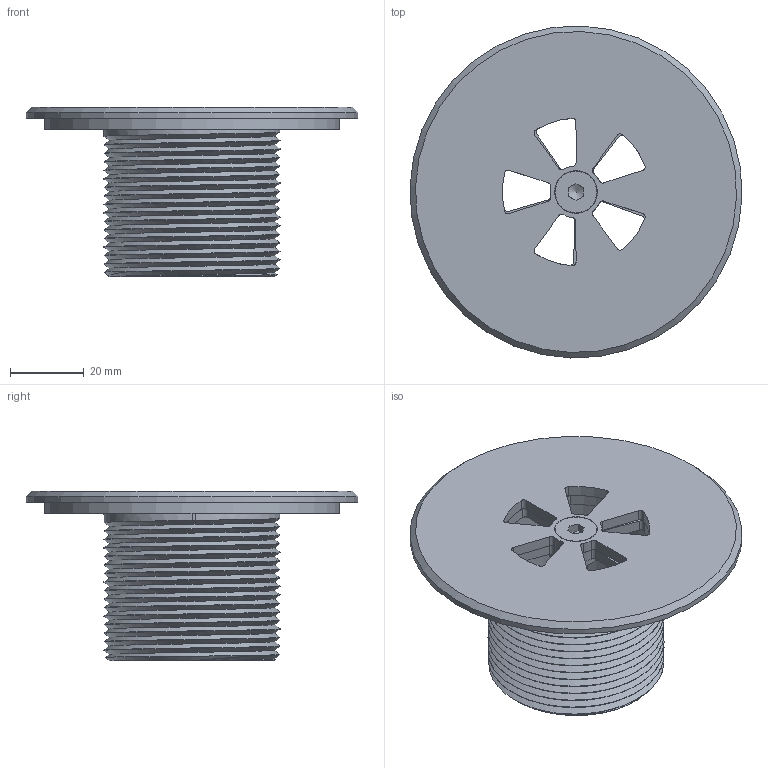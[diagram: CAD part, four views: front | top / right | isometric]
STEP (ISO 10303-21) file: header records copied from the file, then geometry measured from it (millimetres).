
FILE_DESCRIPTION(('STEP AP214'), '1');
FILE_NAME('Ð07-05 Ôîðñóíêà ðåãóëèðóåìàÿ ô90 (ÍÐ 1.5) ïëèòêà', '2025-10-10T11:08:07', ('Runwill'), (''), 'C3D Converter', 'C3D Toolkit', '');
FILE_SCHEMA(('AUTOMOTIVE_DESIGN { 1 0 10303 214 3 1 1}'));
Length unit declared in the file: millimetre
Assembly tree (4 placements, depth 3):
  (unnamed)
    (unnamed)
    (unnamed)
      (unnamed)
    (unnamed)
Bounding box: 89.95 x 89.95 x 46 mm (x, y, z)
Volume: 43993.2 mm3; surface area: 38223.8 mm2
Topology: 4 solids, 4 shells, 138 faces, 376 edges, 248 vertices
Faces by surface type: cylinder 85, plane 43, cone 6, bspline 2, torus 2
Full cylindrical faces by diameter (mm): 4.917 x1, 6 x1, 7 x2, 11.34 x1, 41.7 x1, 80 x1, 90 x1
Entity records: 11560 total; most frequent: CARTESIAN_POINT 7773, DIRECTION 745, ORIENTED_EDGE 724, EDGE_CURVE 362, AXIS2_PLACEMENT_3D 289, VERTEX_POINT 247, EDGE_LOOP 179, LINE 167
